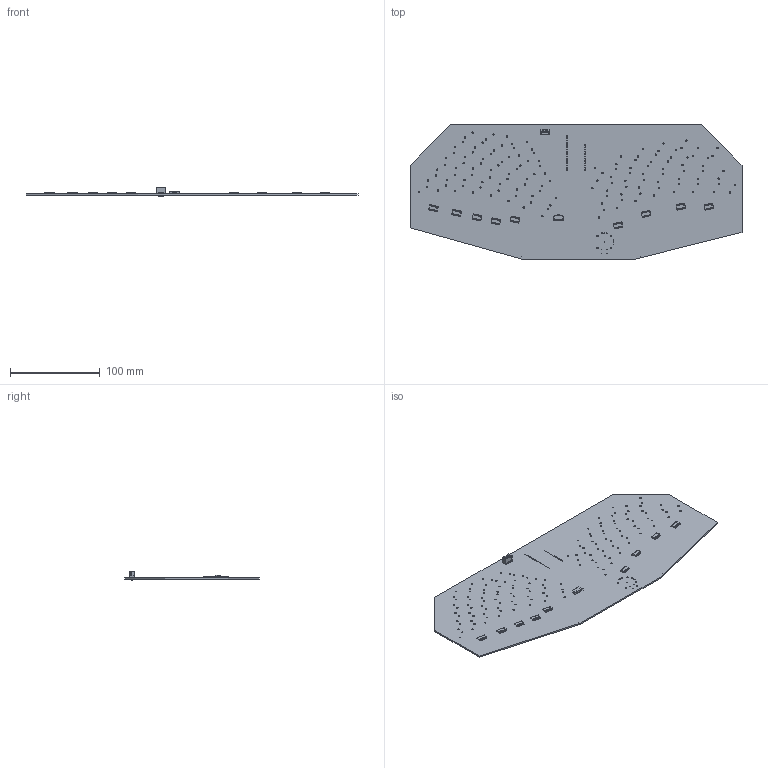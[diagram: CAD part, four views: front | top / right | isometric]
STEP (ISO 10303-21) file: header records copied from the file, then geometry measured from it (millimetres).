
FILE_DESCRIPTION(('KiCad electronic assembly'),'2;1');
FILE_NAME('bandoneon.step','2024-02-13T19:31:20',('Pcbnew'),('Kicad'), 'Open CASCADE STEP processor 7.7','KiCad to STEP converter','Unknown' );
FILE_SCHEMA(('AUTOMOTIVE_DESIGN { 1 0 10303 214 1 1 1 1 }'));
Length unit declared in the file: millimetre
Products named in the file (8): bandoneon 1; SOIC-16_3.9x9.9mm_P1.27mm; SOIC_16_39x99mm_P127mm; JST_XH_B3B-XH-A_1x03_P2.50mm_Vertical; JST_B3B_XH_A; TE_84952-4_1x04-1MP_P1.0mm_Horizontal; TE_84952_4; bandoneon PCB
Assembly tree (15 placements, depth 3):
  bandoneon 1
    SOIC-16_3.9x9.9mm_P1.27mm  x9
      SOIC_16_39x99mm_P127mm
    JST_XH_B3B-XH-A_1x03_P2.50mm_Vertical
      JST_B3B_XH_A
    TE_84952-4_1x04-1MP_P1.0mm_Horizontal
      TE_84952_4
    bandoneon PCB
Bounding box: 370 x 150 x 10.4 mm (x, y, z)
Volume: 79624.3 mm3; surface area: 103293.4 mm2
Topology: 12 solids, 12 shells, 2926 faces, 7817 edges, 4932 vertices
Faces by surface type: plane 1771, cylinder 779, bspline 360, extrusion 16
Full cylindrical faces by diameter (mm): 0.1 x2, 0.6 x9, 0.762 x1, 0.8 x28, 0.889 x10, 0.95 x3, 1.397 x4, 1.5 x142
Entity records: 54040 total; most frequent: CARTESIAN_POINT 10951, DIRECTION 7167, VECTOR 4703, LINE 4687, ORIENTED_EDGE 3938, PCURVE 3938, DEFINITIONAL_REPRESENTATION 3938, EDGE_CURVE 1969
